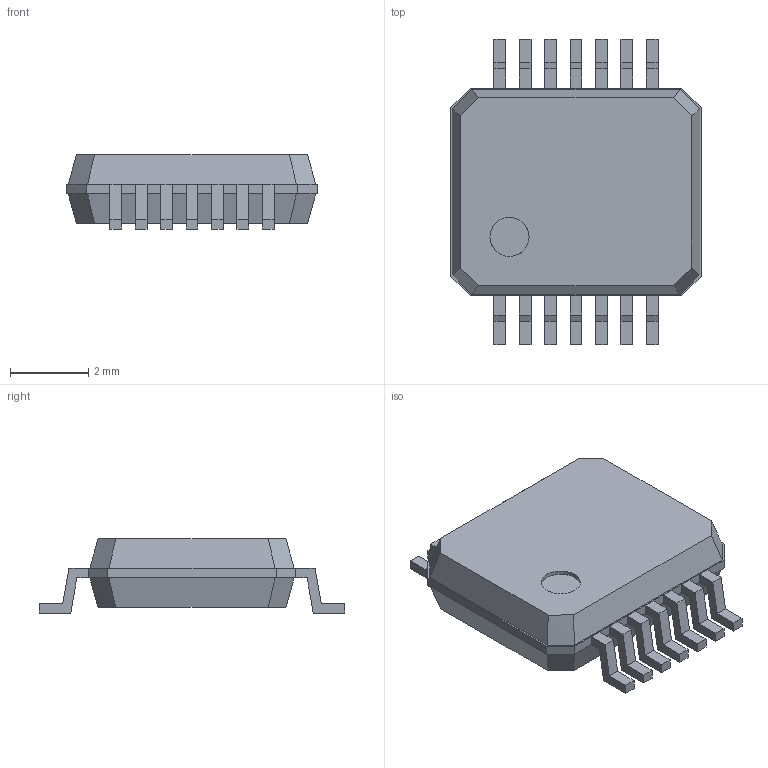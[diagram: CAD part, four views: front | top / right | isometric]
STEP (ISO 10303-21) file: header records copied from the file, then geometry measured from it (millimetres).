
FILE_DESCRIPTION(('FreeCAD Model'),'2;1');
FILE_NAME('Open CASCADE Shape Model','2025-01-20T14:31:36',(''),(''), 'Open CASCADE STEP processor 7.8','FreeCAD','Unknown');
FILE_SCHEMA(('AUTOMOTIVE_DESIGN { 1 0 10303 214 1 1 1 1 }'));
Length unit declared in the file: millimetre
Products named in the file (4): ssop14; difference; Group; Group001
Assembly tree (3 placements, depth 2):
  ssop14
    difference
    Group
    Group001
Bounding box: 6.4 x 7.8 x 1.9 mm (x, y, z)
Volume: 55.7 mm3; surface area: 129.2 mm2
Topology: 15 solids, 15 shells, 170 faces, 412 edges, 275 vertices
Faces by surface type: plane 159, bspline 10, cylinder 1
Full cylindrical faces by diameter (mm): 1 x1
Entity records: 5084 total; most frequent: CARTESIAN_POINT 1010, ORIENTED_EDGE 824, DIRECTION 699, EDGE_CURVE 412, LINE 369, VECTOR 369, VERTEX_POINT 275, FACE_BOUND 173
